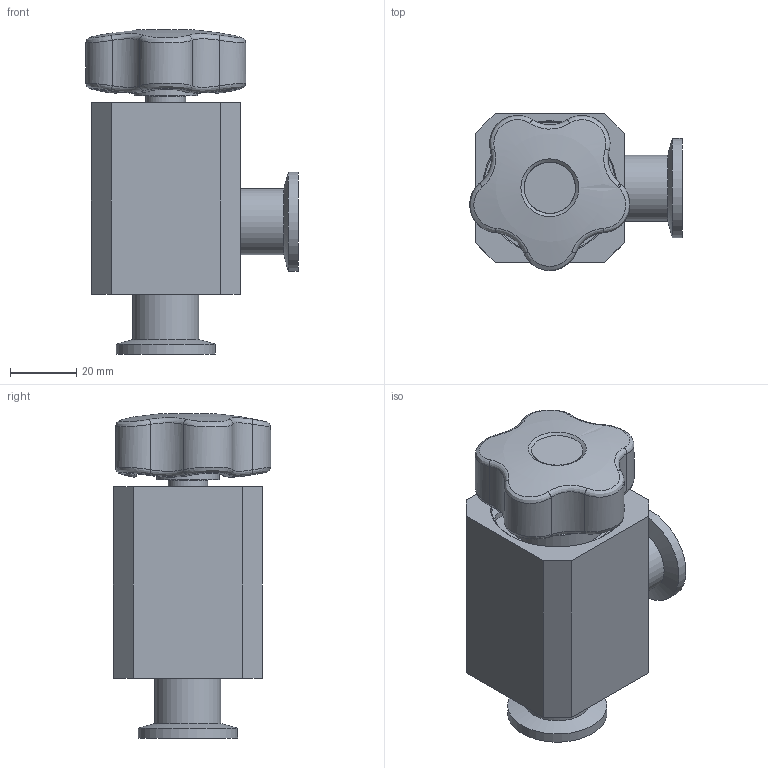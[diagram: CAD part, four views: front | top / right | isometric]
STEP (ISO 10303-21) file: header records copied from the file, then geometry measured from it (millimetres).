
FILE_DESCRIPTION(('STEP AP242'), '1');
FILE_NAME('ÊÂÐ-10 ïîòðåáèòåëþ', '', ('UNSPECIFIED'), ('UNSPECIFIED'), 'C3D Converter', 'C3D Toolkit', '');
FILE_SCHEMA(('AP242_MANAGED_MODEL_BASED_3D_ENGINEERING_MIM_LF { 1 0 10303 442 1 1 4 }'));
Length unit declared in the file: millimetre
Bounding box: 64.18 x 47.48 x 97.92 mm (x, y, z)
Surface area: 48106.3 mm2 (no closed solid volume)
Topology: 0 solids, 21 shells, 296 faces, 629 edges, 382 vertices
Faces by surface type: plane 100, cylinder 98, bspline 38, torus 24, cone 22, sphere 14
Full cylindrical faces by diameter (mm): 2 x2, 2.5 x2, 3.8 x1, 4.134 x1, 5 x2, 7 x1, 8 x5, 9 x1, 10 x3, 11.78 x2, 12 x1, 12.2 x2, 12.698 x1, 13.698 x1, 14 x1, 15.098 x2, 15.5 x4, 18 x1, 18.22 x2, 19 x1, 20 x3, 21 x1, 22 x3, 23.4 x1, 27 x1, 30 x3, 35.4 x1, 38 x1, 39.8 x1, 40 x3
Entity records: 16746 total; most frequent: CARTESIAN_POINT 8578, DIRECTION 1104, ORIENTED_EDGE 1030, EDGE_CURVE 515, AXIS2_PLACEMENT_3D 472, EDGE_LOOP 431, VERTEX_POINT 368, COLOUR_RGB 317
